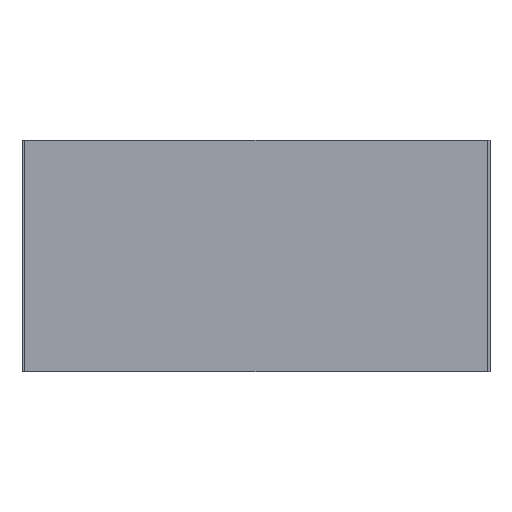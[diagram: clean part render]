
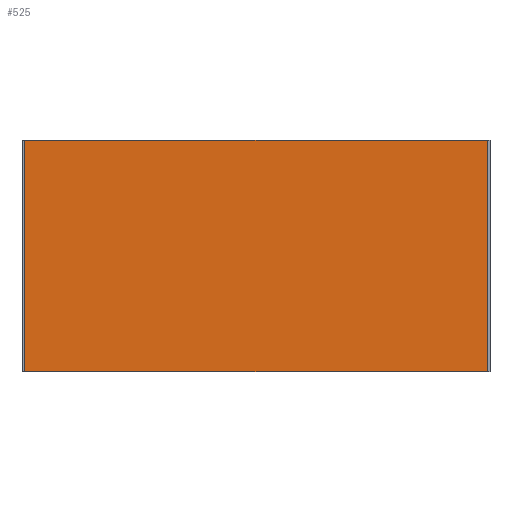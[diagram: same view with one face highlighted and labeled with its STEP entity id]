
A CAD part, front view. The second image highlights one B-rep face of the part: STEP entity #525.
In plain terms, the highlighted planar face has unit normal (0, -1, 0).
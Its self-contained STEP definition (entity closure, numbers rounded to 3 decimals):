
#24 = EDGE_LOOP ( 'NONE', ( #1250, #1255, #1394, #1361 ) ) ;
#49 = DIRECTION ( 'NONE',  ( 1., 0., 0. ) ) ;
#67 = LINE ( 'NONE', #252, #293 ) ;
#71 = CARTESIAN_POINT ( 'NONE',  ( -0.8, 0., -0.4 ) ) ;
#108 = CARTESIAN_POINT ( 'NONE',  ( 0.8, 0., 0.4 ) ) ;
#140 = LINE ( 'NONE', #191, #296 ) ;
#146 = DIRECTION ( 'NONE',  ( 0., 0., -1. ) ) ;
#191 = CARTESIAN_POINT ( 'NONE',  ( 0.8, 0., 0.4 ) ) ;
#222 = LINE ( 'NONE', #223, #288 ) ;
#223 = CARTESIAN_POINT ( 'NONE',  ( 0.8, 0., -0.4 ) ) ;
#225 = DIRECTION ( 'NONE',  ( -1., 0., 0. ) ) ;
#252 = CARTESIAN_POINT ( 'NONE',  ( 0.8, 0., 0.4 ) ) ;
#288 = VECTOR ( 'NONE', #225, 1000. ) ;
#293 = VECTOR ( 'NONE', #49, 1000. ) ;
#296 = VECTOR ( 'NONE', #146, 1000. ) ;
#498 = EDGE_CURVE ( 'NONE', #1444, #1465, #845, .T. ) ;
#525 = ADVANCED_FACE ( 'NONE', ( #1121 ), #885, .F. ) ;
#553 = EDGE_CURVE ( 'NONE', #1455, #1469, #140, .T. ) ;
#577 = EDGE_CURVE ( 'NONE', #1469, #1444, #222, .T. ) ;
#582 = EDGE_CURVE ( 'NONE', #1465, #1455, #67, .T. ) ;
#845 = LINE ( 'NONE', #846, #1088 ) ;
#846 = CARTESIAN_POINT ( 'NONE',  ( -0.8, 0., 0.4 ) ) ;
#847 = DIRECTION ( 'NONE',  ( 0., 0., 1. ) ) ;
#885 = PLANE ( 'NONE',  #1127 ) ;
#939 = CARTESIAN_POINT ( 'NONE',  ( -0.8, 0., -0.4 ) ) ;
#1003 = DIRECTION ( 'NONE',  ( 0., 1., 0. ) ) ;
#1063 = DIRECTION ( 'NONE',  ( 0., 0., 1. ) ) ;
#1088 = VECTOR ( 'NONE', #847, 1000. ) ;
#1121 = FACE_OUTER_BOUND ( 'NONE', #24, .T. ) ;
#1127 = AXIS2_PLACEMENT_3D ( 'NONE', #939, #1003, #1063 ) ;
#1193 = CARTESIAN_POINT ( 'NONE',  ( -0.8, 0., 0.4 ) ) ;
#1212 = CARTESIAN_POINT ( 'NONE',  ( 0.8, 0., -0.4 ) ) ;
#1250 = ORIENTED_EDGE ( 'NONE', *, *, #498, .F. ) ;
#1255 = ORIENTED_EDGE ( 'NONE', *, *, #577, .F. ) ;
#1361 = ORIENTED_EDGE ( 'NONE', *, *, #582, .F. ) ;
#1394 = ORIENTED_EDGE ( 'NONE', *, *, #553, .F. ) ;
#1444 = VERTEX_POINT ( 'NONE', #71 ) ;
#1455 = VERTEX_POINT ( 'NONE', #108 ) ;
#1465 = VERTEX_POINT ( 'NONE', #1193 ) ;
#1469 = VERTEX_POINT ( 'NONE', #1212 ) ;
